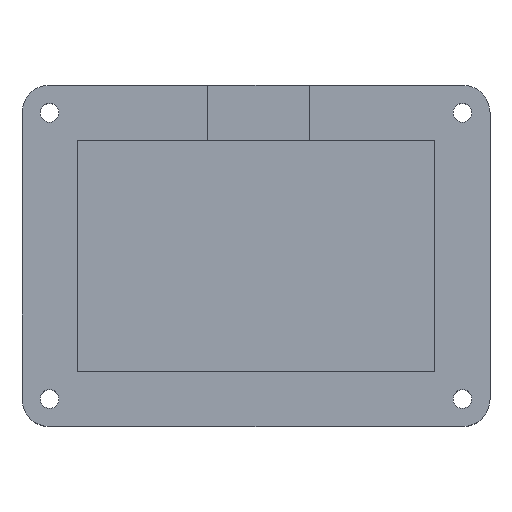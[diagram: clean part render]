
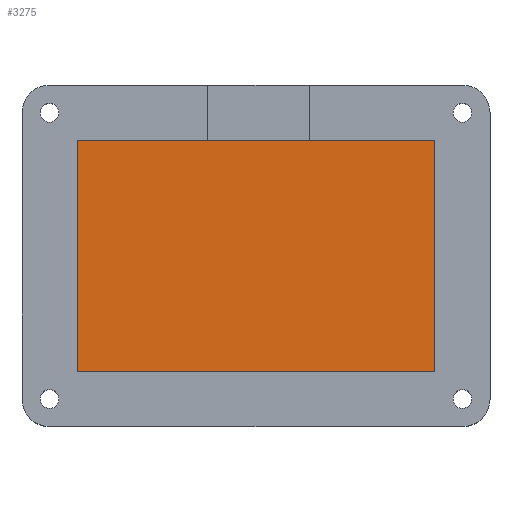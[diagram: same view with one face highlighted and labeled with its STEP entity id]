
A CAD part, top view. The second image highlights one B-rep face of the part: STEP entity #3275.
In plain terms, the highlighted planar face has unit normal (0, 0, 1).
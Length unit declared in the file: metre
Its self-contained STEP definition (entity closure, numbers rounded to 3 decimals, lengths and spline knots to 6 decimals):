
#401=ORIENTED_EDGE('',*,*,#1338,.F.);
#402=ORIENTED_EDGE('',*,*,#1331,.T.);
#403=ORIENTED_EDGE('',*,*,#1353,.T.);
#404=ORIENTED_EDGE('',*,*,#1342,.F.);
#1331=EDGE_CURVE('',#1830,#1831,#2168,.T.);
#1338=EDGE_CURVE('',#1830,#1837,#2175,.T.);
#1342=EDGE_CURVE('',#1837,#1840,#2179,.T.);
#1353=EDGE_CURVE('',#1831,#1840,#2182,.T.);
#1830=VERTEX_POINT('',#4393);
#1831=VERTEX_POINT('',#4394);
#1837=VERTEX_POINT('',#4408);
#1840=VERTEX_POINT('',#4416);
#2168=LINE('',#4392,#2465);
#2175=LINE('',#4407,#2472);
#2179=LINE('',#4415,#2476);
#2182=LINE('',#4441,#2479);
#2465=VECTOR('',#3690,1.);
#2472=VECTOR('',#3699,1.);
#2476=VECTOR('',#3705,1.);
#2479=VECTOR('',#3734,1.);
#2773=EDGE_LOOP('',(#401,#402,#403,#404));
#2990=FACE_BOUND('',#2773,.T.);
#3190=PLANE('',#3498);
#3275=ADVANCED_FACE('',(#2990),#3190,.T.);
#3498=AXIS2_PLACEMENT_3D('',#4472,#3768,#3769);
#3690=DIRECTION('',(0.,-1.,0.));
#3699=DIRECTION('',(1.,0.,0.));
#3705=DIRECTION('',(0.,-1.,0.));
#3734=DIRECTION('',(1.,0.,0.));
#3768=DIRECTION('',(0.,0.,1.));
#3769=DIRECTION('',(1.,0.,0.));
#4392=CARTESIAN_POINT('',(-0.0325,0.,0.003));
#4393=CARTESIAN_POINT('',(-0.0325,0.021,0.003));
#4394=CARTESIAN_POINT('',(-0.0325,-0.021,0.003));
#4407=CARTESIAN_POINT('',(0.,0.021,0.003));
#4408=CARTESIAN_POINT('',(0.0325,0.021,0.003));
#4415=CARTESIAN_POINT('',(0.0325,0.,0.003));
#4416=CARTESIAN_POINT('',(0.0325,-0.021,0.003));
#4441=CARTESIAN_POINT('',(0.,-0.021,0.003));
#4472=CARTESIAN_POINT('',(0.,0.,0.003));
